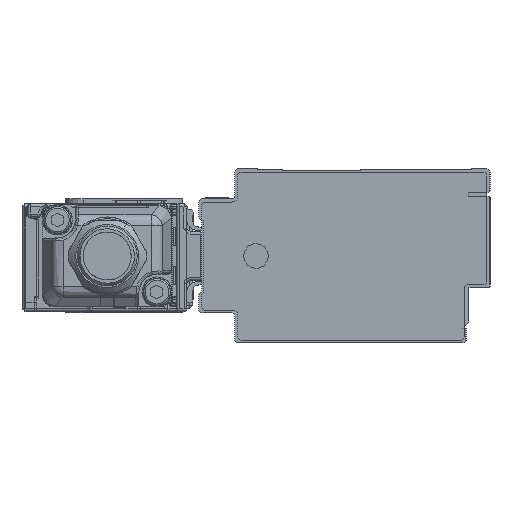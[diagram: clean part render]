
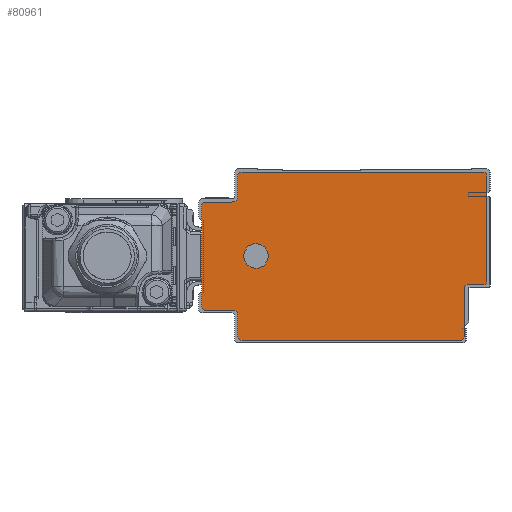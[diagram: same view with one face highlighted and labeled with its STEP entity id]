
A CAD part, left-side view. The second image highlights one B-rep face of the part: STEP entity #80961.
In plain terms, the highlighted planar face has unit normal (-1, 0, 0).
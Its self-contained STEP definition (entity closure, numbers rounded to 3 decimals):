
#78681=AXIS2_PLACEMENT_3D('Circle Axis2P3D',#78679,#78680,$) ;
#78719=AXIS2_PLACEMENT_3D('Circle Axis2P3D',#78717,#78718,$) ;
#78757=AXIS2_PLACEMENT_3D('Circle Axis2P3D',#78755,#78756,$) ;
#78795=AXIS2_PLACEMENT_3D('Circle Axis2P3D',#78793,#78794,$) ;
#80831=AXIS2_PLACEMENT_3D('Circle Axis2P3D',#80829,#80830,$) ;
#80851=AXIS2_PLACEMENT_3D('Plane Axis2P3D',#80848,#80849,#80850) ;
#80855=AXIS2_PLACEMENT_3D('Circle Axis2P3D',#80853,#80854,$) ;
#80869=AXIS2_PLACEMENT_3D('Circle Axis2P3D',#80867,#80868,$) ;
#80883=AXIS2_PLACEMENT_3D('Circle Axis2P3D',#80881,#80882,$) ;
#80897=AXIS2_PLACEMENT_3D('Circle Axis2P3D',#80895,#80896,$) ;
#80911=AXIS2_PLACEMENT_3D('Circle Axis2P3D',#80909,#80910,$) ;
#80945=AXIS2_PLACEMENT_3D('Circle Axis2P3D',#80943,#80944,$) ;
#80954=AXIS2_PLACEMENT_3D('Circle Axis2P3D',#80952,#80953,$) ;
#78637=CARTESIAN_POINT('Line Origine',(-2575.5,-3.5,19.1)) ;
#78641=CARTESIAN_POINT('Vertex',(-2575.5,-3.5,28.)) ;
#78643=CARTESIAN_POINT('Vertex',(-2575.5,-3.5,10.2)) ;
#78679=CARTESIAN_POINT('Axis2P3D Location',(-2575.5,-3.,28.)) ;
#78683=CARTESIAN_POINT('Vertex',(-2575.5,-3.,28.5)) ;
#78698=CARTESIAN_POINT('Line Origine',(-2575.5,17.25,28.5)) ;
#78702=CARTESIAN_POINT('Vertex',(-2575.5,37.5,28.5)) ;
#78717=CARTESIAN_POINT('Axis2P3D Location',(-2575.5,37.5,28.)) ;
#78721=CARTESIAN_POINT('Vertex',(-2575.5,38.,28.)) ;
#78736=CARTESIAN_POINT('Line Origine',(-2575.5,38.,26.25)) ;
#78740=CARTESIAN_POINT('Vertex',(-2575.5,38.,24.5)) ;
#78755=CARTESIAN_POINT('Axis2P3D Location',(-2575.5,39.,24.5)) ;
#78759=CARTESIAN_POINT('Vertex',(-2575.5,39.,23.5)) ;
#78774=CARTESIAN_POINT('Line Origine',(-2575.5,41.25,23.5)) ;
#78778=CARTESIAN_POINT('Vertex',(-2575.5,43.5,23.5)) ;
#78793=CARTESIAN_POINT('Axis2P3D Location',(-2575.5,43.5,23.)) ;
#78797=CARTESIAN_POINT('Vertex',(-2575.5,44.,23.)) ;
#78812=CARTESIAN_POINT('Line Origine',(-2575.5,44.,14.5)) ;
#78816=CARTESIAN_POINT('Vertex',(-2575.5,44.,6.)) ;
#80829=CARTESIAN_POINT('Axis2P3D Location',(-2575.5,-3.,10.2)) ;
#80833=CARTESIAN_POINT('Vertex',(-2575.5,-3.,9.7)) ;
#80848=CARTESIAN_POINT('Axis2P3D Location',(-2575.5,0.,0.)) ;
#80853=CARTESIAN_POINT('Axis2P3D Location',(-2575.5,43.5,6.)) ;
#80857=CARTESIAN_POINT('Vertex',(-2575.5,43.5,5.5)) ;
#80860=CARTESIAN_POINT('Line Origine',(-2575.5,41.25,5.5)) ;
#80864=CARTESIAN_POINT('Vertex',(-2575.5,39.,5.5)) ;
#80867=CARTESIAN_POINT('Axis2P3D Location',(-2575.5,39.,4.5)) ;
#80871=CARTESIAN_POINT('Vertex',(-2575.5,38.,4.5)) ;
#80874=CARTESIAN_POINT('Line Origine',(-2575.5,38.,2.75)) ;
#80878=CARTESIAN_POINT('Vertex',(-2575.5,38.,1.)) ;
#80881=CARTESIAN_POINT('Axis2P3D Location',(-2575.5,37.5,1.)) ;
#80885=CARTESIAN_POINT('Vertex',(-2575.5,37.5,0.5)) ;
#80888=CARTESIAN_POINT('Line Origine',(-2575.5,19.15,0.5)) ;
#80892=CARTESIAN_POINT('Vertex',(-2575.5,0.8,0.5)) ;
#80895=CARTESIAN_POINT('Axis2P3D Location',(-2575.5,0.8,1.)) ;
#80899=CARTESIAN_POINT('Vertex',(-2575.5,0.3,1.)) ;
#80902=CARTESIAN_POINT('Line Origine',(-2575.5,0.3,5.1)) ;
#80906=CARTESIAN_POINT('Vertex',(-2575.5,0.3,9.2)) ;
#80909=CARTESIAN_POINT('Axis2P3D Location',(-2575.5,-0.2,9.2)) ;
#80913=CARTESIAN_POINT('Vertex',(-2575.5,-0.2,9.7)) ;
#80916=CARTESIAN_POINT('Line Origine',(-2575.5,-1.6,9.7)) ;
#80943=CARTESIAN_POINT('Axis2P3D Location',(-2575.5,35.,14.5)) ;
#80947=CARTESIAN_POINT('Vertex',(-2575.5,33.186,13.509)) ;
#80949=CARTESIAN_POINT('Vertex',(-2575.5,36.814,15.491)) ;
#80952=CARTESIAN_POINT('Axis2P3D Location',(-2575.5,35.,14.5)) ;
#78638=DIRECTION('Vector Direction',(0.,0.,-1.)) ;
#78680=DIRECTION('Axis2P3D Direction',(1.,0.,0.)) ;
#78699=DIRECTION('Vector Direction',(0.,1.,0.)) ;
#78718=DIRECTION('Axis2P3D Direction',(1.,0.,0.)) ;
#78737=DIRECTION('Vector Direction',(0.,0.,1.)) ;
#78756=DIRECTION('Axis2P3D Direction',(1.,0.,0.)) ;
#78775=DIRECTION('Vector Direction',(0.,1.,0.)) ;
#78794=DIRECTION('Axis2P3D Direction',(1.,0.,0.)) ;
#78813=DIRECTION('Vector Direction',(0.,0.,1.)) ;
#80830=DIRECTION('Axis2P3D Direction',(1.,0.,0.)) ;
#80849=DIRECTION('Axis2P3D Direction',(1.,0.,0.)) ;
#80850=DIRECTION('Axis2P3D XDirection',(0.,1.,0.)) ;
#80854=DIRECTION('Axis2P3D Direction',(1.,0.,0.)) ;
#80861=DIRECTION('Vector Direction',(0.,-1.,0.)) ;
#80868=DIRECTION('Axis2P3D Direction',(1.,0.,0.)) ;
#80875=DIRECTION('Vector Direction',(0.,0.,1.)) ;
#80882=DIRECTION('Axis2P3D Direction',(1.,0.,0.)) ;
#80889=DIRECTION('Vector Direction',(0.,-1.,0.)) ;
#80896=DIRECTION('Axis2P3D Direction',(1.,0.,0.)) ;
#80903=DIRECTION('Vector Direction',(0.,0.,-1.)) ;
#80910=DIRECTION('Axis2P3D Direction',(1.,0.,0.)) ;
#80917=DIRECTION('Vector Direction',(0.,1.,0.)) ;
#80944=DIRECTION('Axis2P3D Direction',(1.,0.,0.)) ;
#80953=DIRECTION('Axis2P3D Direction',(1.,0.,0.)) ;
#78639=VECTOR('Line Direction',#78638,1.) ;
#78700=VECTOR('Line Direction',#78699,1.) ;
#78738=VECTOR('Line Direction',#78737,1.) ;
#78776=VECTOR('Line Direction',#78775,1.) ;
#78814=VECTOR('Line Direction',#78813,1.) ;
#80862=VECTOR('Line Direction',#80861,1.) ;
#80876=VECTOR('Line Direction',#80875,1.) ;
#80890=VECTOR('Line Direction',#80889,1.) ;
#80904=VECTOR('Line Direction',#80903,1.) ;
#80918=VECTOR('Line Direction',#80917,1.) ;
#80922=ORIENTED_EDGE('',*,*,#78704,.F.) ;
#80923=ORIENTED_EDGE('',*,*,#78723,.F.) ;
#80924=ORIENTED_EDGE('',*,*,#78742,.F.) ;
#80925=ORIENTED_EDGE('',*,*,#78761,.F.) ;
#80926=ORIENTED_EDGE('',*,*,#78780,.F.) ;
#80927=ORIENTED_EDGE('',*,*,#78799,.F.) ;
#80928=ORIENTED_EDGE('',*,*,#78818,.F.) ;
#80929=ORIENTED_EDGE('',*,*,#80859,.F.) ;
#80930=ORIENTED_EDGE('',*,*,#80866,.F.) ;
#80931=ORIENTED_EDGE('',*,*,#80873,.F.) ;
#80932=ORIENTED_EDGE('',*,*,#80880,.F.) ;
#80933=ORIENTED_EDGE('',*,*,#80887,.F.) ;
#80934=ORIENTED_EDGE('',*,*,#80894,.F.) ;
#80935=ORIENTED_EDGE('',*,*,#80901,.F.) ;
#80936=ORIENTED_EDGE('',*,*,#80908,.F.) ;
#80937=ORIENTED_EDGE('',*,*,#80915,.F.) ;
#80938=ORIENTED_EDGE('',*,*,#80920,.F.) ;
#80939=ORIENTED_EDGE('',*,*,#80835,.F.) ;
#80940=ORIENTED_EDGE('',*,*,#78645,.F.) ;
#80941=ORIENTED_EDGE('',*,*,#78685,.F.) ;
#80958=ORIENTED_EDGE('',*,*,#80951,.T.) ;
#80959=ORIENTED_EDGE('',*,*,#80956,.T.) ;
#80960=FACE_BOUND('',#80957,.T.) ;
#80961=ADVANCED_FACE('\X2\FF8EFF9EFF83FF9EFF68FF70\X0\.2',(#80942,#80960),#80852,.F.) ;
#78682=CIRCLE('generated circle',#78681,0.5) ;
#78720=CIRCLE('generated circle',#78719,0.5) ;
#78758=CIRCLE('generated circle',#78757,1.) ;
#78796=CIRCLE('generated circle',#78795,0.5) ;
#80832=CIRCLE('generated circle',#80831,0.5) ;
#80856=CIRCLE('generated circle',#80855,0.5) ;
#80870=CIRCLE('generated circle',#80869,1.) ;
#80884=CIRCLE('generated circle',#80883,0.5) ;
#80898=CIRCLE('generated circle',#80897,0.5) ;
#80912=CIRCLE('generated circle',#80911,0.5) ;
#80946=CIRCLE('generated circle',#80945,2.067) ;
#80955=CIRCLE('generated circle',#80954,2.067) ;
#78645=EDGE_CURVE('',#78642,#78644,#78640,.T.) ;
#78685=EDGE_CURVE('',#78684,#78642,#78682,.T.) ;
#78704=EDGE_CURVE('',#78703,#78684,#78701,.F.) ;
#78723=EDGE_CURVE('',#78722,#78703,#78720,.T.) ;
#78742=EDGE_CURVE('',#78741,#78722,#78739,.T.) ;
#78761=EDGE_CURVE('',#78760,#78741,#78758,.F.) ;
#78780=EDGE_CURVE('',#78779,#78760,#78777,.F.) ;
#78799=EDGE_CURVE('',#78798,#78779,#78796,.T.) ;
#78818=EDGE_CURVE('',#78817,#78798,#78815,.T.) ;
#80835=EDGE_CURVE('',#78644,#80834,#80832,.T.) ;
#80859=EDGE_CURVE('',#80858,#78817,#80856,.T.) ;
#80866=EDGE_CURVE('',#80865,#80858,#80863,.F.) ;
#80873=EDGE_CURVE('',#80872,#80865,#80870,.F.) ;
#80880=EDGE_CURVE('',#80879,#80872,#80877,.T.) ;
#80887=EDGE_CURVE('',#80886,#80879,#80884,.T.) ;
#80894=EDGE_CURVE('',#80893,#80886,#80891,.F.) ;
#80901=EDGE_CURVE('',#80900,#80893,#80898,.T.) ;
#80908=EDGE_CURVE('',#80907,#80900,#80905,.T.) ;
#80915=EDGE_CURVE('',#80914,#80907,#80912,.F.) ;
#80920=EDGE_CURVE('',#80834,#80914,#80919,.T.) ;
#80951=EDGE_CURVE('',#80948,#80950,#80946,.T.) ;
#80956=EDGE_CURVE('',#80950,#80948,#80955,.T.) ;
#80921=EDGE_LOOP('',(#80922,#80923,#80924,#80925,#80926,#80927,#80928,#80929,#80930,#80931,#80932,#80933,#80934,#80935,#80936,#80937,#80938,#80939,#80940,#80941)) ;
#80957=EDGE_LOOP('',(#80958,#80959)) ;
#80942=FACE_OUTER_BOUND('',#80921,.T.) ;
#78640=LINE('Line',#78637,#78639) ;
#78701=LINE('Line',#78698,#78700) ;
#78739=LINE('Line',#78736,#78738) ;
#78777=LINE('Line',#78774,#78776) ;
#78815=LINE('Line',#78812,#78814) ;
#80863=LINE('Line',#80860,#80862) ;
#80877=LINE('Line',#80874,#80876) ;
#80891=LINE('Line',#80888,#80890) ;
#80905=LINE('Line',#80902,#80904) ;
#80919=LINE('Line',#80916,#80918) ;
#80852=PLANE('Plane',#80851) ;
#78642=VERTEX_POINT('',#78641) ;
#78644=VERTEX_POINT('',#78643) ;
#78684=VERTEX_POINT('',#78683) ;
#78703=VERTEX_POINT('',#78702) ;
#78722=VERTEX_POINT('',#78721) ;
#78741=VERTEX_POINT('',#78740) ;
#78760=VERTEX_POINT('',#78759) ;
#78779=VERTEX_POINT('',#78778) ;
#78798=VERTEX_POINT('',#78797) ;
#78817=VERTEX_POINT('',#78816) ;
#80834=VERTEX_POINT('',#80833) ;
#80858=VERTEX_POINT('',#80857) ;
#80865=VERTEX_POINT('',#80864) ;
#80872=VERTEX_POINT('',#80871) ;
#80879=VERTEX_POINT('',#80878) ;
#80886=VERTEX_POINT('',#80885) ;
#80893=VERTEX_POINT('',#80892) ;
#80900=VERTEX_POINT('',#80899) ;
#80907=VERTEX_POINT('',#80906) ;
#80914=VERTEX_POINT('',#80913) ;
#80948=VERTEX_POINT('',#80947) ;
#80950=VERTEX_POINT('',#80949) ;
